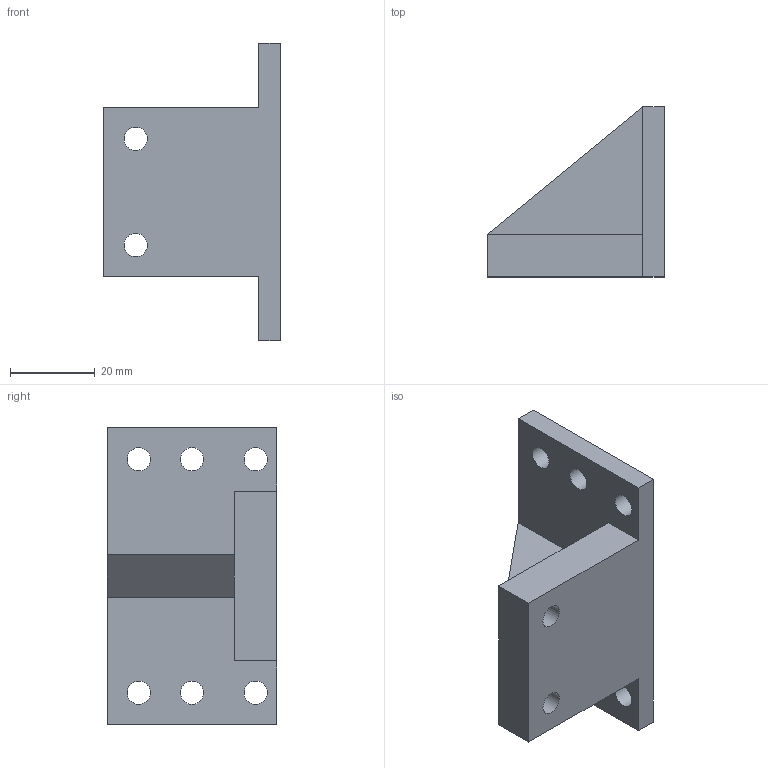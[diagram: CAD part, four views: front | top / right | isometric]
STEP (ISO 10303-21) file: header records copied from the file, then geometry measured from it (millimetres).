
FILE_DESCRIPTION(('FreeCAD Model'),'2;1');
FILE_NAME('Open CASCADE Shape Model','2025-11-22T20:20:41',(''),(''), 'Open CASCADE STEP processor 7.8','FreeCAD','Unknown');
FILE_SCHEMA(('AUTOMOTIVE_DESIGN { 1 0 10303 214 1 1 1 1 }'));
Length unit declared in the file: millimetre
Products named in the file (2): plate_mount; Body
Assembly tree (1 placements, depth 2):
  plate_mount
    Body
Bounding box: 41.5 x 40 x 70 mm (x, y, z)
Volume: 32887.1 mm3; surface area: 11736.3 mm2
Topology: 1 solids, 1 shells, 23 faces, 59 edges, 38 vertices
Faces by surface type: plane 15, cylinder 8
Full cylindrical faces by diameter (mm): 5.5 x8
Entity records: 1536 total; most frequent: DIRECTION 243, CARTESIAN_POINT 240, LINE 145, VECTOR 145, ORIENTED_EDGE 118, PCURVE 118, DEFINITIONAL_REPRESENTATION 118, EDGE_CURVE 59
